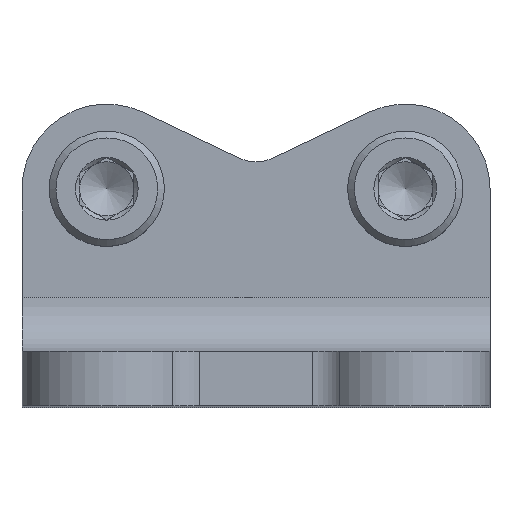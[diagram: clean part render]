
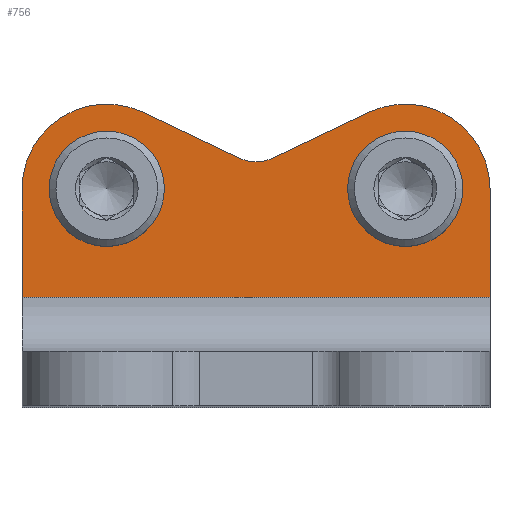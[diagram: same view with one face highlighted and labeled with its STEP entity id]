
A CAD part, top view. The second image highlights one B-rep face of the part: STEP entity #756.
In plain terms, the highlighted face is planar.
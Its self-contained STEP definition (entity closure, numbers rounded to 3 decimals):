
#88=CIRCLE('',#842,2.75);
#89=CIRCLE('',#843,2.75);
#90=CIRCLE('',#844,6.25);
#91=CIRCLE('',#845,3.);
#92=CIRCLE('',#846,6.25);
#151=ORIENTED_EDGE('',*,*,#349,.T.);
#152=ORIENTED_EDGE('',*,*,#350,.T.);
#153=ORIENTED_EDGE('',*,*,#351,.F.);
#154=ORIENTED_EDGE('',*,*,#352,.T.);
#155=ORIENTED_EDGE('',*,*,#353,.T.);
#156=ORIENTED_EDGE('',*,*,#354,.T.);
#157=ORIENTED_EDGE('',*,*,#355,.F.);
#158=ORIENTED_EDGE('',*,*,#329,.F.);
#159=ORIENTED_EDGE('',*,*,#356,.T.);
#160=ORIENTED_EDGE('',*,*,#338,.T.);
#329=EDGE_CURVE('',#429,#430,#495,.T.);
#338=EDGE_CURVE('',#439,#438,#502,.T.);
#349=EDGE_CURVE('',#447,#447,#88,.T.);
#350=EDGE_CURVE('',#448,#448,#89,.T.);
#351=EDGE_CURVE('',#449,#438,#90,.T.);
#352=EDGE_CURVE('',#449,#450,#507,.T.);
#353=EDGE_CURVE('',#450,#451,#91,.T.);
#354=EDGE_CURVE('',#451,#452,#508,.T.);
#355=EDGE_CURVE('',#430,#452,#92,.T.);
#356=EDGE_CURVE('',#429,#439,#509,.T.);
#429=VERTEX_POINT('',#1195);
#430=VERTEX_POINT('',#1197);
#438=VERTEX_POINT('',#1214);
#439=VERTEX_POINT('',#1216);
#447=VERTEX_POINT('',#1237);
#448=VERTEX_POINT('',#1239);
#449=VERTEX_POINT('',#1241);
#450=VERTEX_POINT('',#1243);
#451=VERTEX_POINT('',#1245);
#452=VERTEX_POINT('',#1247);
#495=LINE('',#1196,#543);
#502=LINE('',#1215,#550);
#507=LINE('',#1242,#555);
#508=LINE('',#1246,#556);
#509=LINE('',#1249,#557);
#543=VECTOR('',#940,1000.);
#550=VECTOR('',#953,1000.);
#555=VECTOR('',#980,1000.);
#556=VECTOR('',#983,1000.);
#557=VECTOR('',#986,1000.);
#593=EDGE_LOOP('',(#151));
#594=EDGE_LOOP('',(#152));
#595=EDGE_LOOP('',(#153,#154,#155,#156,#157,#158,#159,#160));
#663=FACE_BOUND('',#593,.T.);
#664=FACE_BOUND('',#594,.T.);
#665=FACE_BOUND('',#595,.T.);
#732=PLANE('',#841);
#756=ADVANCED_FACE('',(#663,#664,#665),#732,.F.);
#841=AXIS2_PLACEMENT_3D('',#1235,#972,#973);
#842=AXIS2_PLACEMENT_3D('',#1236,#974,#975);
#843=AXIS2_PLACEMENT_3D('',#1238,#976,#977);
#844=AXIS2_PLACEMENT_3D('',#1240,#978,#979);
#845=AXIS2_PLACEMENT_3D('',#1244,#981,#982);
#846=AXIS2_PLACEMENT_3D('',#1248,#984,#985);
#940=DIRECTION('',(0.,1.,0.));
#953=DIRECTION('',(0.,1.,0.));
#972=DIRECTION('',(0.,0.,1.));
#973=DIRECTION('',(1.,0.,0.));
#974=DIRECTION('',(0.,0.,1.));
#975=DIRECTION('',(1.,0.,0.));
#976=DIRECTION('',(0.,0.,1.));
#977=DIRECTION('',(1.,0.,0.));
#978=DIRECTION('',(0.,0.,1.));
#979=DIRECTION('',(1.,0.,0.));
#980=DIRECTION('',(0.903,-0.431,0.));
#981=DIRECTION('',(0.,0.,1.));
#982=DIRECTION('',(1.,0.,0.));
#983=DIRECTION('',(0.903,0.431,0.));
#984=DIRECTION('',(0.,0.,1.));
#985=DIRECTION('',(1.,0.,0.));
#986=DIRECTION('',(-1.,0.,0.));
#1195=CARTESIAN_POINT('',(17.25,8.,-4.));
#1196=CARTESIAN_POINT('',(17.25,8.,-4.));
#1197=CARTESIAN_POINT('',(17.25,16.,-4.));
#1214=CARTESIAN_POINT('',(-17.25,16.,-4.));
#1215=CARTESIAN_POINT('',(-17.25,8.,-4.));
#1216=CARTESIAN_POINT('',(-17.25,8.,-4.));
#1235=CARTESIAN_POINT('',(17.25,8.,-4.));
#1236=CARTESIAN_POINT('',(-11.,16.,-4.));
#1237=CARTESIAN_POINT('',(-8.25,16.,-4.));
#1238=CARTESIAN_POINT('',(11.,16.,-4.));
#1239=CARTESIAN_POINT('',(13.75,16.,-4.));
#1240=CARTESIAN_POINT('',(-11.,16.,-4.));
#1241=CARTESIAN_POINT('',(-8.308,21.641,-4.));
#1242=CARTESIAN_POINT('',(17.811,9.176,-4.));
#1243=CARTESIAN_POINT('',(-1.292,18.292,-4.));
#1244=CARTESIAN_POINT('',(0.,21.,-4.));
#1245=CARTESIAN_POINT('',(1.292,18.292,-4.));
#1246=CARTESIAN_POINT('',(10.289,22.586,-4.));
#1247=CARTESIAN_POINT('',(8.308,21.641,-4.));
#1248=CARTESIAN_POINT('',(11.,16.,-4.));
#1249=CARTESIAN_POINT('',(17.25,8.,-4.));
